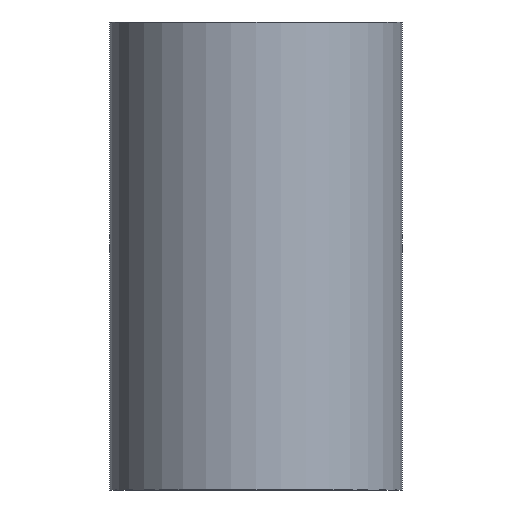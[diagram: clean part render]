
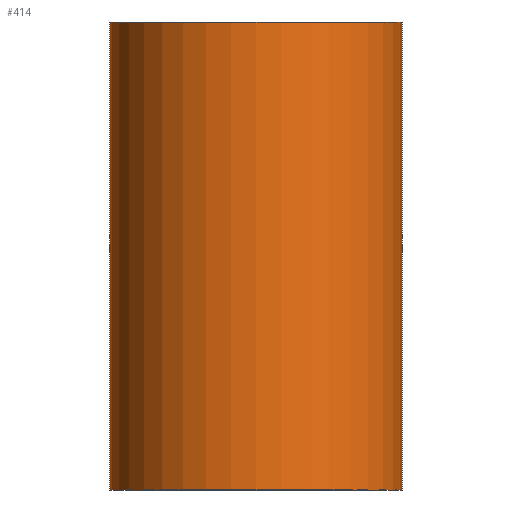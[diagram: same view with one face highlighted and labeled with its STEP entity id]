
A CAD part, front view. The second image highlights one B-rep face of the part: STEP entity #414.
In plain terms, the highlighted cylindrical face has radius 500 mm (diameter 1000 mm), a full revolution.
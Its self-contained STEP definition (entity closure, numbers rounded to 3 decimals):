
#100 = CIRCLE ( 'NONE', #924, 500. ) ;
#129 = DIRECTION ( 'NONE',  ( 1., 0., 0. ) ) ;
#238 = DIRECTION ( 'NONE',  ( 0., 0., 1. ) ) ;
#247 = VERTEX_POINT ( 'NONE', #656 ) ;
#253 = AXIS2_PLACEMENT_3D ( 'NONE', #395, #707, #388 ) ;
#352 = CARTESIAN_POINT ( 'NONE',  ( 0., 0., 0. ) ) ;
#385 = EDGE_LOOP ( 'NONE', ( #1303 ) ) ;
#388 = DIRECTION ( 'NONE',  ( 1., 0., 0. ) ) ;
#395 = CARTESIAN_POINT ( 'NONE',  ( 0., 0., 1600. ) ) ;
#414 = ADVANCED_FACE ( 'NONE', ( #1150, #1319 ), #931, .T. ) ;
#461 = ORIENTED_EDGE ( 'NONE', *, *, #859, .T. ) ;
#464 = DIRECTION ( 'NONE',  ( 0., 0., 1. ) ) ;
#543 = VERTEX_POINT ( 'NONE', #878 ) ;
#656 = CARTESIAN_POINT ( 'NONE',  ( 500., 0., 1600. ) ) ;
#665 = CARTESIAN_POINT ( 'NONE',  ( 0., 0., 0. ) ) ;
#679 = CIRCLE ( 'NONE', #253, 500. ) ;
#707 = DIRECTION ( 'NONE',  ( 0., 0., 1. ) ) ;
#859 = EDGE_CURVE ( 'NONE', #543, #543, #100, .T. ) ;
#878 = CARTESIAN_POINT ( 'NONE',  ( 500., 0., 0. ) ) ;
#904 = AXIS2_PLACEMENT_3D ( 'NONE', #665, #464, #1225 ) ;
#924 = AXIS2_PLACEMENT_3D ( 'NONE', #352, #238, #129 ) ;
#931 = CYLINDRICAL_SURFACE ( 'NONE', #904, 500. ) ;
#1078 = EDGE_LOOP ( 'NONE', ( #461 ) ) ;
#1150 = FACE_OUTER_BOUND ( 'NONE', #1078, .T. ) ;
#1163 = EDGE_CURVE ( 'NONE', #247, #247, #679, .T. ) ;
#1225 = DIRECTION ( 'NONE',  ( 1., 0., 0. ) ) ;
#1303 = ORIENTED_EDGE ( 'NONE', *, *, #1163, .F. ) ;
#1319 = FACE_OUTER_BOUND ( 'NONE', #385, .T. ) ;
